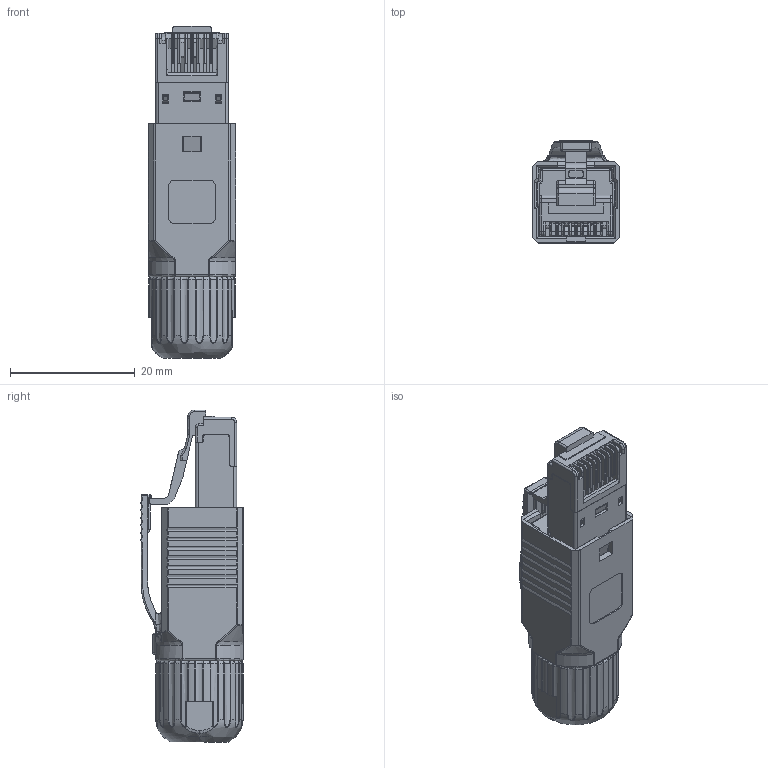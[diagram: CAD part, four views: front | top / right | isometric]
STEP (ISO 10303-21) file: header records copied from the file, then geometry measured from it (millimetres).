
FILE_DESCRIPTION (( 'STEP AP214' ), '1' );
FILE_NAME ('TSPFTPFNS_3D.step', '2023-10-24T21:35:59', ( '' ), ( '' ), 'SwSTEP 2.0', 'SolidWorks 2022', '' );
FILE_SCHEMA (( 'AUTOMOTIVE_DESIGN' ));
Length unit declared in the file: millimetre
Products named in the file (1): TSPFTPFNS_3D
Bounding box: 14 x 16.38 x 53.17 mm (x, y, z)
Surface area: 9068.2 mm2 (no closed solid volume)
Topology: 0 solids, 6 shells, 1686 faces, 4366 edges, 2668 vertices
Faces by surface type: bspline 1686
Entity records: 77747 total; most frequent: CARTESIAN_POINT 43980, ORIENTED_EDGE 8480, EDGE_CURVE 4358, DIRECTION 4204, VERTEX_POINT 2668, LINE 2436, VECTOR 2436, EDGE_LOOP 1748
